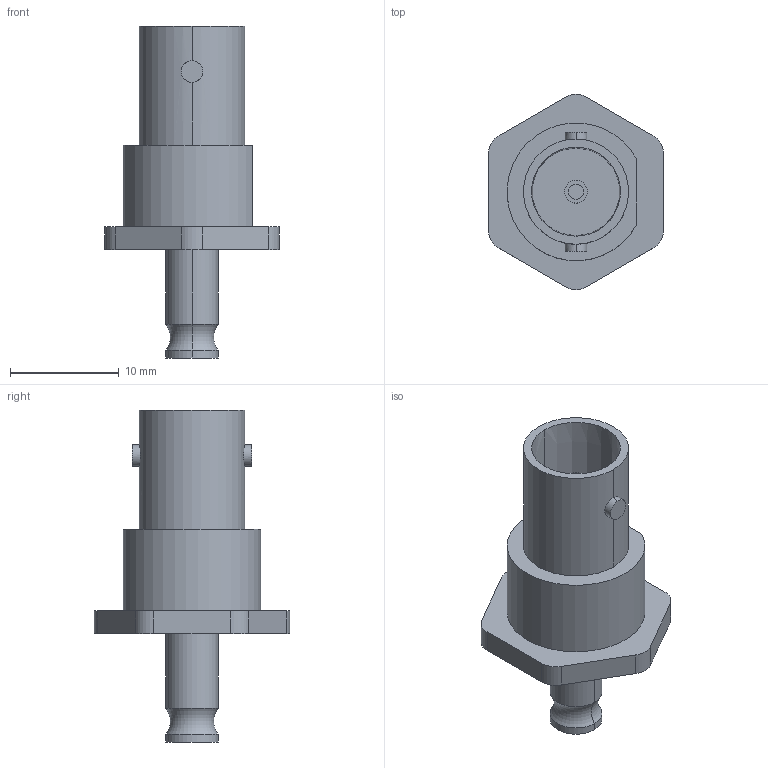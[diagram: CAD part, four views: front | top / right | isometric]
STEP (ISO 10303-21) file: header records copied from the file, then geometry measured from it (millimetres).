
FILE_DESCRIPTION((''),'2;1');
FILE_NAME('D-NBTB75IFI4','2014-11-28T',('odo'),(''),'PRO/ENGINEER BY PARAMETRIC TECHNOLOGY CORPORATION, 2011310','PRO/ENGINEER BY PARAMETRIC TECHNOLOGY CORPORATION, 2011310','');
FILE_SCHEMA(('AUTOMOTIVE_DESIGN_CC2 { 1 2 10303 214 -1 1 5 2 }'));
Length unit declared in the file: millimetre
Products named in the file (1): D-NBTB75IFI4
Bounding box: 16.1 x 18 x 30.6 mm (x, y, z)
Volume: 1944.1 mm3; surface area: 1631.4 mm2
Topology: 1 solids, 1 shells, 47 faces, 104 edges, 66 vertices
Faces by surface type: cylinder 23, plane 18, cone 4, torus 2
Entity records: 1587 total; most frequent: CARTESIAN_POINT 281, DIRECTION 244, COLOUR_RGB 209, ORIENTED_EDGE 208, EDGE_CURVE 104, AXIS2_PLACEMENT_3D 97, VERTEX_POINT 66, EDGE_LOOP 54
